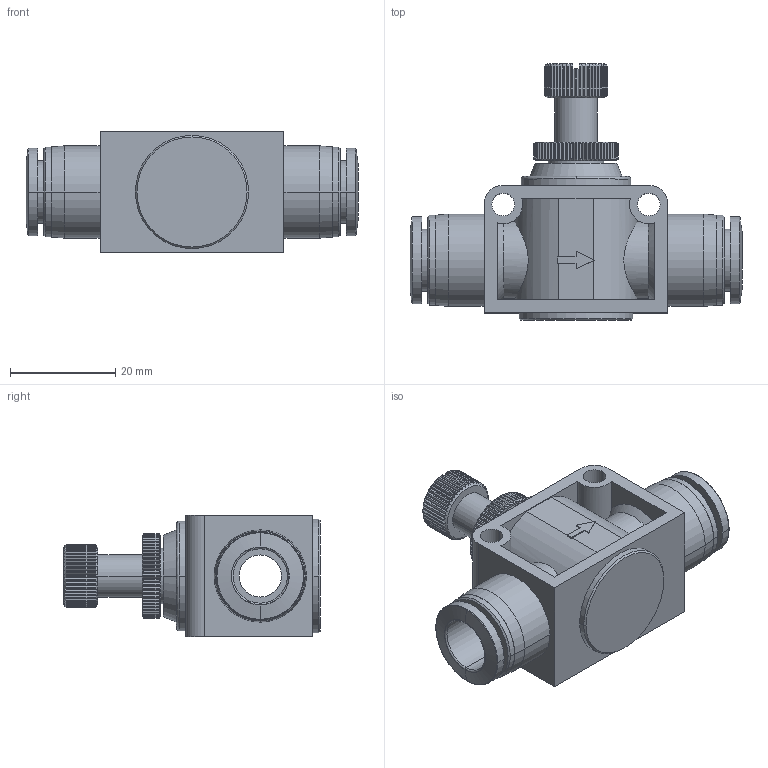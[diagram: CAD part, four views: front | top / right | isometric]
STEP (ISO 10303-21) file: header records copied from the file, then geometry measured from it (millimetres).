
FILE_DESCRIPTION (( 'STEP AP214' ), '1' );
FILE_NAME ('FVU10M.step', '2016-02-24T20:38:04', ( '' ), ( '' ), 'SwSTEP 2.0', 'SolidWorks 2015', '' );
FILE_SCHEMA (( 'AUTOMOTIVE_DESIGN' ));
Length unit declared in the file: inch
Products named in the file (1): FVU10M
Bounding box: 63 x 48.7 x 23 mm (x, y, z)
Volume: 21131.8 mm3; surface area: 10872.2 mm2
Topology: 1 solids, 1 shells, 596 faces, 1471 edges, 896 vertices
Faces by surface type: plane 279, cylinder 160, cone 147, bspline 6, torus 4
Entity records: 25941 total; most frequent: CARTESIAN_POINT 4660, ORIENTED_EDGE 2942, DIRECTION 2689, EDGE_CURVE 1471, AXIS2_PLACEMENT_3D 1091, VERTEX_POINT 896, EDGE_LOOP 621, LENGTH_MEASURE_WITH_UNIT 599
